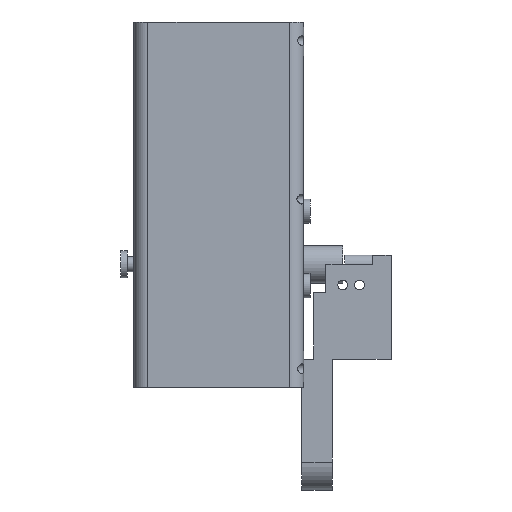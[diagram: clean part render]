
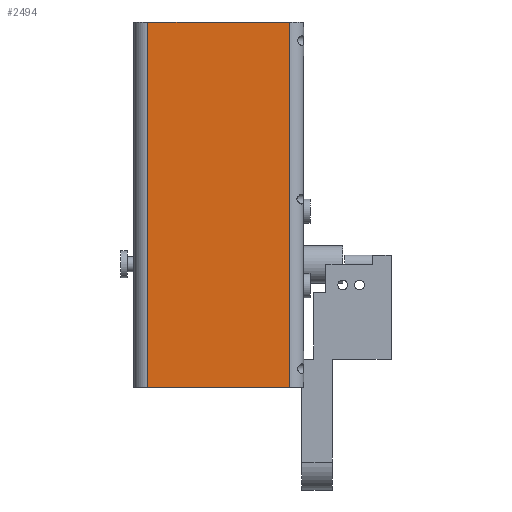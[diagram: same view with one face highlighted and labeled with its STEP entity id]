
A CAD part, front view. The second image highlights one B-rep face of the part: STEP entity #2494.
In plain terms, the highlighted planar face has unit normal (0, -1, 0).
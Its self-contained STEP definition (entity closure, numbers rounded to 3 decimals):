
#226=PLANE('',#2824);
#341=FACE_OUTER_BOUND('',#516,.T.);
#516=EDGE_LOOP('',(#2067,#2068,#2069,#2070));
#713=LINE('',#4221,#910);
#735=LINE('',#4286,#932);
#736=LINE('',#4288,#933);
#737=LINE('',#4289,#934);
#910=VECTOR('',#3285,10.);
#932=VECTOR('',#3359,10.);
#933=VECTOR('',#3360,10.);
#934=VECTOR('',#3361,10.);
#1263=VERTEX_POINT('',#4218);
#1264=VERTEX_POINT('',#4220);
#1281=VERTEX_POINT('',#4285);
#1282=VERTEX_POINT('',#4287);
#1537=EDGE_CURVE('',#1263,#1264,#713,.T.);
#1570=EDGE_CURVE('',#1281,#1263,#735,.T.);
#1571=EDGE_CURVE('',#1282,#1281,#736,.T.);
#1572=EDGE_CURVE('',#1264,#1282,#737,.T.);
#2067=ORIENTED_EDGE('',*,*,#1570,.F.);
#2068=ORIENTED_EDGE('',*,*,#1571,.F.);
#2069=ORIENTED_EDGE('',*,*,#1572,.F.);
#2070=ORIENTED_EDGE('',*,*,#1537,.F.);
#2494=ADVANCED_FACE('',(#341),#226,.T.);
#2824=AXIS2_PLACEMENT_3D('',#4284,#3357,#3358);
#3285=DIRECTION('',(-1.,0.,0.));
#3357=DIRECTION('center_axis',(0.,-1.,0.));
#3358=DIRECTION('ref_axis',(1.,0.,0.));
#3359=DIRECTION('',(0.,0.,-1.));
#3360=DIRECTION('',(1.,0.,0.));
#3361=DIRECTION('',(0.,0.,1.));
#4218=CARTESIAN_POINT('',(38.,-33.,-101.));
#4220=CARTESIAN_POINT('',(-38.,-33.,-101.));
#4221=CARTESIAN_POINT('',(38.,-33.,-101.));
#4284=CARTESIAN_POINT('Origin',(-38.,-33.,0.));
#4285=CARTESIAN_POINT('',(38.,-33.,95.));
#4286=CARTESIAN_POINT('',(38.,-33.,0.));
#4287=CARTESIAN_POINT('',(-38.,-33.,95.));
#4288=CARTESIAN_POINT('',(-38.,-33.,95.));
#4289=CARTESIAN_POINT('',(-38.,-33.,0.));
